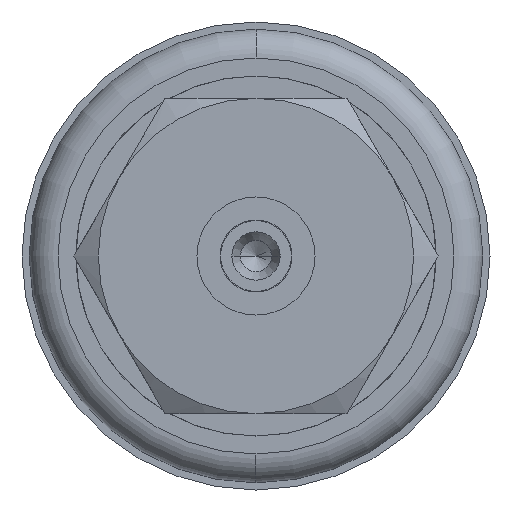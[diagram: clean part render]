
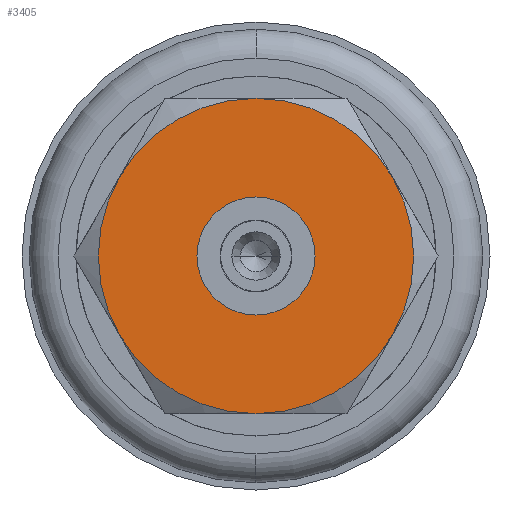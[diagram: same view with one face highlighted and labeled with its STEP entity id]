
A CAD part, left-side view. The second image highlights one B-rep face of the part: STEP entity #3405.
In plain terms, the highlighted planar face has unit normal (-1, 0, 0).
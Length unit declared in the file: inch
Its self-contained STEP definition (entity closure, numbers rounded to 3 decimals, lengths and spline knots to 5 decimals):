
#22 = PLANE ( 'NONE',  #691 ) ;
#53 = CARTESIAN_POINT ( 'NONE',  ( 0., 0., 0. ) ) ;
#151 = AXIS2_PLACEMENT_3D ( 'NONE', #2061, #3721, #4212 ) ;
#201 = DIRECTION ( 'NONE',  ( 1., 0., 0. ) ) ;
#251 = CIRCLE ( 'NONE', #6341, 0.219 ) ;
#265 = CIRCLE ( 'NONE', #2970, 0.219 ) ;
#364 = AXIS2_PLACEMENT_3D ( 'NONE', #4075, #5698, #2457 ) ;
#438 = DIRECTION ( 'NONE',  ( -1., 0., 0. ) ) ;
#553 = CARTESIAN_POINT ( 'NONE',  ( 0., 0., 0. ) ) ;
#633 = ORIENTED_EDGE ( 'NONE', *, *, #2037, .F. ) ;
#658 = ORIENTED_EDGE ( 'NONE', *, *, #2765, .F. ) ;
#691 = AXIS2_PLACEMENT_3D ( 'NONE', #553, #1127, #6969 ) ;
#859 = DIRECTION ( 'NONE',  ( 0., 0., -1. ) ) ;
#862 = CARTESIAN_POINT ( 'NONE',  ( 0., -0.18966, 0.1095 ) ) ;
#892 = CARTESIAN_POINT ( 'NONE',  ( 0., 0., 0. ) ) ;
#937 = CIRCLE ( 'NONE', #6672, 0.219 ) ;
#1127 = DIRECTION ( 'NONE',  ( 1., 0., 0. ) ) ;
#1169 = ORIENTED_EDGE ( 'NONE', *, *, #5217, .F. ) ;
#1339 = DIRECTION ( 'NONE',  ( 0., 0., -1. ) ) ;
#1343 = DIRECTION ( 'NONE',  ( -1., 0., 0. ) ) ;
#1349 = AXIS2_PLACEMENT_3D ( 'NONE', #6299, #438, #5198 ) ;
#1351 = AXIS2_PLACEMENT_3D ( 'NONE', #892, #1902, #2895 ) ;
#1691 = EDGE_LOOP ( 'NONE', ( #6219, #658 ) ) ;
#1824 = ORIENTED_EDGE ( 'NONE', *, *, #4572, .F. ) ;
#1871 = CARTESIAN_POINT ( 'NONE',  ( 0., 0., 0. ) ) ;
#1902 = DIRECTION ( 'NONE',  ( 1., 0., 0. ) ) ;
#2037 = EDGE_CURVE ( 'NONE', #4732, #5290, #6877, .T. ) ;
#2061 = CARTESIAN_POINT ( 'NONE',  ( 0., 0., 0. ) ) ;
#2288 = CIRCLE ( 'NONE', #151, 0.219 ) ;
#2375 = ORIENTED_EDGE ( 'NONE', *, *, #4276, .T. ) ;
#2376 = VERTEX_POINT ( 'NONE', #6311 ) ;
#2457 = DIRECTION ( 'NONE',  ( 0., 0., 1. ) ) ;
#2496 = DIRECTION ( 'NONE',  ( 0., 0., 1. ) ) ;
#2678 = CARTESIAN_POINT ( 'NONE',  ( 0., 0., 0.082 ) ) ;
#2765 = EDGE_CURVE ( 'NONE', #4906, #5924, #3156, .T. ) ;
#2874 = ORIENTED_EDGE ( 'NONE', *, *, #4241, .F. ) ;
#2895 = DIRECTION ( 'NONE',  ( 0., 0., -1. ) ) ;
#2923 = DIRECTION ( 'NONE',  ( 1., 0., 0. ) ) ;
#2970 = AXIS2_PLACEMENT_3D ( 'NONE', #53, #4741, #6892 ) ;
#3156 = CIRCLE ( 'NONE', #1349, 0.082 ) ;
#3242 = VERTEX_POINT ( 'NONE', #6687 ) ;
#3405 = ADVANCED_FACE ( 'NONE', ( #4820, #4786 ), #22, .F. ) ;
#3519 = AXIS2_PLACEMENT_3D ( 'NONE', #5036, #201, #1339 ) ;
#3721 = DIRECTION ( 'NONE',  ( 1., 0., 0. ) ) ;
#4075 = CARTESIAN_POINT ( 'NONE',  ( 0., 0., 0. ) ) ;
#4174 = CARTESIAN_POINT ( 'NONE',  ( 0., 0.18966, 0.1095 ) ) ;
#4180 = EDGE_LOOP ( 'NONE', ( #1824, #5846, #1169, #633, #2375, #2874 ) ) ;
#4212 = DIRECTION ( 'NONE',  ( 0., 0., -1. ) ) ;
#4241 = EDGE_CURVE ( 'NONE', #2376, #6456, #937, .T. ) ;
#4276 = EDGE_CURVE ( 'NONE', #4732, #6456, #251, .T. ) ;
#4329 = CARTESIAN_POINT ( 'NONE',  ( 0., 0., 0.219 ) ) ;
#4500 = VERTEX_POINT ( 'NONE', #6017 ) ;
#4572 = EDGE_CURVE ( 'NONE', #3242, #2376, #5095, .T. ) ;
#4621 = EDGE_CURVE ( 'NONE', #5924, #4906, #4761, .T. ) ;
#4732 = VERTEX_POINT ( 'NONE', #4329 ) ;
#4741 = DIRECTION ( 'NONE',  ( 1., 0., 0. ) ) ;
#4761 = CIRCLE ( 'NONE', #364, 0.082 ) ;
#4786 = FACE_OUTER_BOUND ( 'NONE', #4180, .T. ) ;
#4820 = FACE_BOUND ( 'NONE', #1691, .T. ) ;
#4906 = VERTEX_POINT ( 'NONE', #6021 ) ;
#5036 = CARTESIAN_POINT ( 'NONE',  ( 0., 0., 0. ) ) ;
#5095 = CIRCLE ( 'NONE', #3519, 0.219 ) ;
#5185 = EDGE_CURVE ( 'NONE', #4500, #3242, #265, .T. ) ;
#5198 = DIRECTION ( 'NONE',  ( 0., 0., 1. ) ) ;
#5217 = EDGE_CURVE ( 'NONE', #5290, #4500, #2288, .T. ) ;
#5290 = VERTEX_POINT ( 'NONE', #862 ) ;
#5606 = CARTESIAN_POINT ( 'NONE',  ( 0., 0., 0. ) ) ;
#5698 = DIRECTION ( 'NONE',  ( -1., 0., 0. ) ) ;
#5846 = ORIENTED_EDGE ( 'NONE', *, *, #5185, .F. ) ;
#5924 = VERTEX_POINT ( 'NONE', #2678 ) ;
#6017 = CARTESIAN_POINT ( 'NONE',  ( 0., -0.18966, -0.1095 ) ) ;
#6021 = CARTESIAN_POINT ( 'NONE',  ( 0., 0., -0.082 ) ) ;
#6219 = ORIENTED_EDGE ( 'NONE', *, *, #4621, .F. ) ;
#6299 = CARTESIAN_POINT ( 'NONE',  ( 0., 0., 0. ) ) ;
#6311 = CARTESIAN_POINT ( 'NONE',  ( 0., 0.18966, -0.1095 ) ) ;
#6341 = AXIS2_PLACEMENT_3D ( 'NONE', #5606, #1343, #2496 ) ;
#6456 = VERTEX_POINT ( 'NONE', #4174 ) ;
#6672 = AXIS2_PLACEMENT_3D ( 'NONE', #1871, #2923, #859 ) ;
#6687 = CARTESIAN_POINT ( 'NONE',  ( 0., 0., -0.219 ) ) ;
#6877 = CIRCLE ( 'NONE', #1351, 0.219 ) ;
#6892 = DIRECTION ( 'NONE',  ( 0., 0., -1. ) ) ;
#6969 = DIRECTION ( 'NONE',  ( 0., 0., -1. ) ) ;
